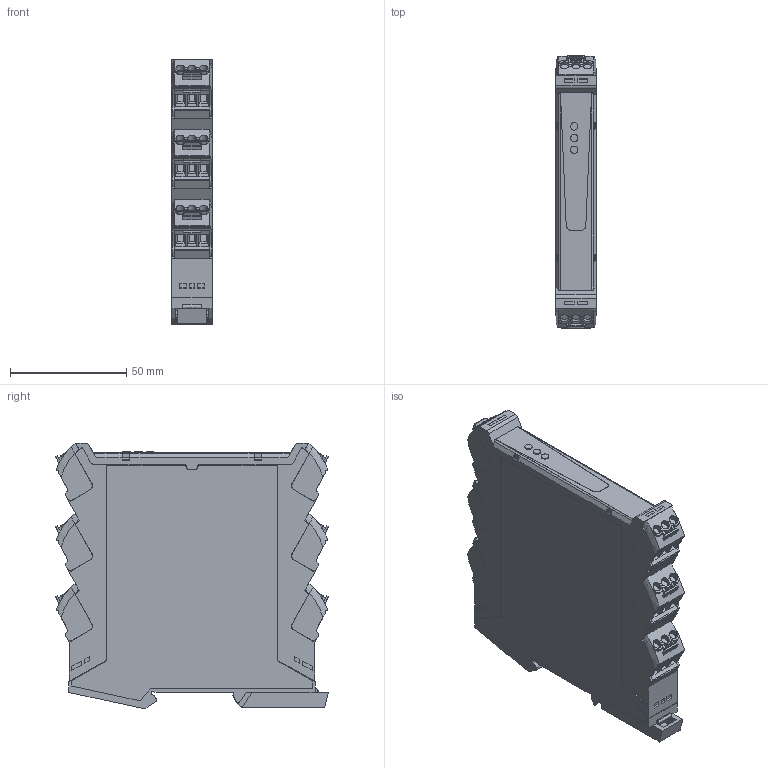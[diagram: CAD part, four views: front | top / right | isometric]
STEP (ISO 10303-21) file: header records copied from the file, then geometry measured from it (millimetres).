
FILE_DESCRIPTION(('CATIA V5 STEP Exchange','CAx-IF Rec.Pracs.--- Model Styling and Organization---1.4--- 2014-01-23'),'2;1');
FILE_NAME ('D1367458_1', '2019-03-07T13:59:14+00:00', ('none'), ('Weidmueller'), 'CATIA Version 5-6 Release 2016 SP3 HF44', 'CATIA V5 STEP AP214', 'none');
FILE_SCHEMA(('AUTOMOTIVE_DESIGN { 1 0 10303 214 1 1 1 1 }'));
Products named in the file (1): 2633940000
Bounding box: 17.5 x 117.21 x 114.02 mm (x, y, z)
Volume: 197422.7 mm3; surface area: 60698 mm2
Topology: 19 solids, 19 shells, 1494 faces, 4962 edges, 3511 vertices
Faces by surface type: plane 1032, cylinder 356, extrusion 70, revolution 24, bspline 12
Entity records: 56832 total; most frequent: CARTESIAN_POINT 15154, ORIENTED_EDGE 9924, DIRECTION 6081, EDGE_CURVE 4908, VERTEX_POINT 3454, VECTOR 3101, LINE 3031, AXIS2_PLACEMENT_3D 1847
